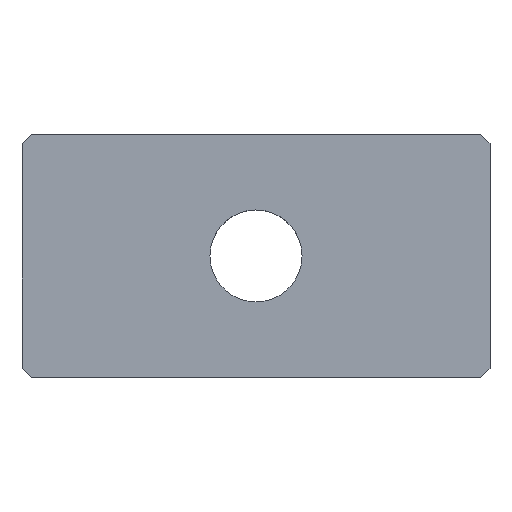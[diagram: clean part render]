
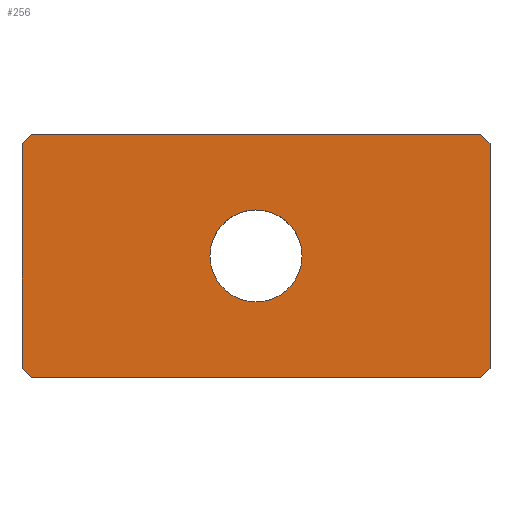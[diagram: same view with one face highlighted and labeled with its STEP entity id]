
A CAD part, top view. The second image highlights one B-rep face of the part: STEP entity #256.
In plain terms, the highlighted planar face has unit normal (0, 0, 1).
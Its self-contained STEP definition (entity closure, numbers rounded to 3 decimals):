
#15=FACE_BOUND('',#51,.T.);
#24=PLANE('',#292);
#37=FACE_OUTER_BOUND('',#50,.T.);
#50=EDGE_LOOP('',(#218,#219,#220,#221,#222,#223,#224,#225));
#51=EDGE_LOOP('',(#226,#227));
#58=LINE('',#374,#89);
#66=LINE('',#389,#97);
#71=LINE('',#400,#102);
#76=LINE('',#409,#107);
#80=LINE('',#418,#111);
#82=LINE('',#422,#113);
#83=LINE('',#424,#114);
#84=LINE('',#425,#115);
#89=VECTOR('',#310,10.);
#97=VECTOR('',#320,10.);
#102=VECTOR('',#329,10.);
#107=VECTOR('',#336,10.);
#111=VECTOR('',#344,10.);
#113=VECTOR('',#348,10.);
#114=VECTOR('',#349,10.);
#115=VECTOR('',#350,10.);
#119=CIRCLE('',#282,2.459);
#120=CIRCLE('',#283,2.459);
#122=VERTEX_POINT('',#364);
#123=VERTEX_POINT('',#365);
#125=VERTEX_POINT('',#372);
#126=VERTEX_POINT('',#373);
#132=VERTEX_POINT('',#387);
#136=VERTEX_POINT('',#399);
#139=VERTEX_POINT('',#407);
#142=VERTEX_POINT('',#417);
#143=VERTEX_POINT('',#421);
#144=VERTEX_POINT('',#423);
#145=EDGE_CURVE('',#122,#123,#119,.T.);
#146=EDGE_CURVE('',#123,#122,#120,.T.);
#149=EDGE_CURVE('',#125,#126,#58,.T.);
#157=EDGE_CURVE('',#132,#125,#66,.T.);
#162=EDGE_CURVE('',#136,#132,#71,.T.);
#167=EDGE_CURVE('',#139,#136,#76,.T.);
#171=EDGE_CURVE('',#142,#139,#80,.T.);
#173=EDGE_CURVE('',#143,#142,#82,.T.);
#174=EDGE_CURVE('',#144,#143,#83,.T.);
#175=EDGE_CURVE('',#126,#144,#84,.T.);
#218=ORIENTED_EDGE('',*,*,#149,.F.);
#219=ORIENTED_EDGE('',*,*,#157,.F.);
#220=ORIENTED_EDGE('',*,*,#162,.F.);
#221=ORIENTED_EDGE('',*,*,#167,.F.);
#222=ORIENTED_EDGE('',*,*,#171,.F.);
#223=ORIENTED_EDGE('',*,*,#173,.F.);
#224=ORIENTED_EDGE('',*,*,#174,.F.);
#225=ORIENTED_EDGE('',*,*,#175,.F.);
#226=ORIENTED_EDGE('',*,*,#145,.T.);
#227=ORIENTED_EDGE('',*,*,#146,.T.);
#256=ADVANCED_FACE('',(#37,#15),#24,.T.);
#282=AXIS2_PLACEMENT_3D('',#366,#301,#302);
#283=AXIS2_PLACEMENT_3D('',#367,#303,#304);
#292=AXIS2_PLACEMENT_3D('',#420,#346,#347);
#301=DIRECTION('center_axis',(0.,0.,-1.));
#302=DIRECTION('ref_axis',(1.,0.,0.));
#303=DIRECTION('center_axis',(0.,0.,-1.));
#304=DIRECTION('ref_axis',(1.,0.,0.));
#310=DIRECTION('',(-0.707,-0.707,0.));
#320=DIRECTION('',(0.,-1.,0.));
#329=DIRECTION('',(0.707,-0.707,0.));
#336=DIRECTION('',(1.,0.,0.));
#344=DIRECTION('',(0.707,0.707,0.));
#346=DIRECTION('center_axis',(0.,0.,1.));
#347=DIRECTION('ref_axis',(1.,0.,0.));
#348=DIRECTION('',(0.,1.,0.));
#349=DIRECTION('',(-0.707,0.707,0.));
#350=DIRECTION('',(-1.,0.,0.));
#364=CARTESIAN_POINT('',(2.459,0.,6.));
#365=CARTESIAN_POINT('',(-2.459,0.,6.));
#366=CARTESIAN_POINT('Origin',(0.,0.,6.));
#367=CARTESIAN_POINT('Origin',(0.,0.,6.));
#372=CARTESIAN_POINT('',(12.5,-6.,6.));
#373=CARTESIAN_POINT('',(12.,-6.5,6.));
#374=CARTESIAN_POINT('',(10.75,-7.75,6.));
#387=CARTESIAN_POINT('',(12.5,6.,6.));
#389=CARTESIAN_POINT('',(12.5,6.5,6.));
#399=CARTESIAN_POINT('',(12.,6.5,6.));
#400=CARTESIAN_POINT('',(10.75,7.75,6.));
#407=CARTESIAN_POINT('',(-12.,6.5,6.));
#409=CARTESIAN_POINT('',(-12.5,6.5,6.));
#417=CARTESIAN_POINT('',(-12.5,6.,6.));
#418=CARTESIAN_POINT('',(-10.75,7.75,6.));
#420=CARTESIAN_POINT('Origin',(0.,0.,
6.));
#421=CARTESIAN_POINT('',(-12.5,-6.,6.));
#422=CARTESIAN_POINT('',(-12.5,-6.5,6.));
#423=CARTESIAN_POINT('',(-12.,-6.5,6.));
#424=CARTESIAN_POINT('',(-10.75,-7.75,6.));
#425=CARTESIAN_POINT('',(12.5,-6.5,6.));
